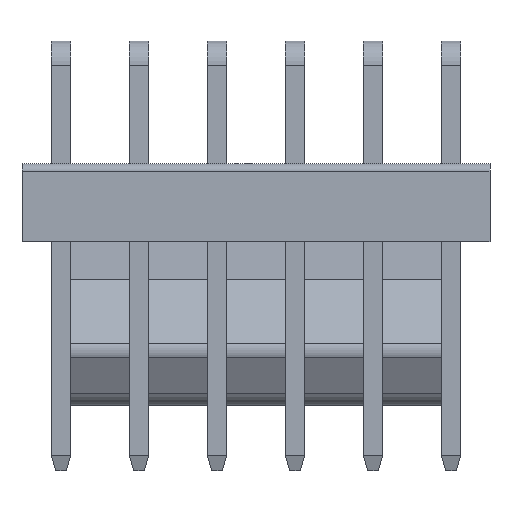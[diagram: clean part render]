
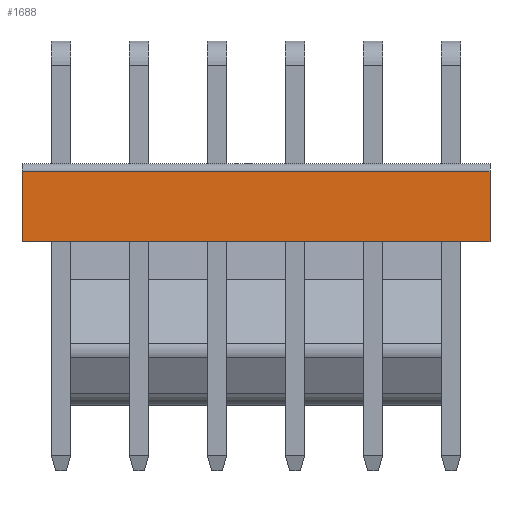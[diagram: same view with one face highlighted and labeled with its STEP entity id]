
A CAD part, left-side view. The second image highlights one B-rep face of the part: STEP entity #1688.
In plain terms, the highlighted planar face has unit normal (-1, 0, 0).
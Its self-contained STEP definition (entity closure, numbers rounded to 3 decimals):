
#127=CARTESIAN_POINT('',(-2.85,0.,-1.27));
#128=VERTEX_POINT('',#127);
#135=CARTESIAN_POINT('',(-2.85,15.24,-1.27));
#136=VERTEX_POINT('',#135);
#137=CARTESIAN_POINT('',(-2.85,0.,-1.27));
#138=DIRECTION('',(0.,1.,0.));
#139=VECTOR('',#138,15.24);
#140=LINE('',#137,#139);
#141=EDGE_CURVE('',#128,#136,#140,.T.);
#1640=CARTESIAN_POINT('',(-2.85,0.,1.02));
#1641=VERTEX_POINT('',#1640);
#1649=CARTESIAN_POINT('',(-2.85,0.,1.02));
#1650=DIRECTION('',(0.,0.,-1.));
#1651=VECTOR('',#1650,2.29);
#1652=LINE('',#1649,#1651);
#1653=EDGE_CURVE('',#1641,#128,#1652,.T.);
#1665=CARTESIAN_POINT('',(-2.85,7.62,-0.125));
#1666=DIRECTION('',(0.,0.,1.));
#1667=DIRECTION('',(-1.,0.,0.));
#1668=AXIS2_PLACEMENT_3D('',#1665,#1667,#1666);
#1669=PLANE('',#1668);
#1670=CARTESIAN_POINT('',(-2.85,15.24,1.02));
#1671=VERTEX_POINT('',#1670);
#1672=CARTESIAN_POINT('',(-2.85,0.,1.02));
#1673=DIRECTION('',(0.,1.,0.));
#1674=VECTOR('',#1673,15.24);
#1675=LINE('',#1672,#1674);
#1676=EDGE_CURVE('',#1641,#1671,#1675,.T.);
#1677=ORIENTED_EDGE('',*,*,#1676,.T.);
#1678=CARTESIAN_POINT('',(-2.85,15.24,1.02));
#1679=DIRECTION('',(0.,0.,-1.));
#1680=VECTOR('',#1679,2.29);
#1681=LINE('',#1678,#1680);
#1682=EDGE_CURVE('',#1671,#136,#1681,.T.);
#1683=ORIENTED_EDGE('',*,*,#1682,.T.);
#1684=ORIENTED_EDGE('',*,*,#141,.F.);
#1685=ORIENTED_EDGE('',*,*,#1653,.F.);
#1686=EDGE_LOOP('',(#1677,#1683,#1684,#1685));
#1687=FACE_OUTER_BOUND('',#1686,.T.);
#1688=ADVANCED_FACE('',(#1687),#1669,.T.);
